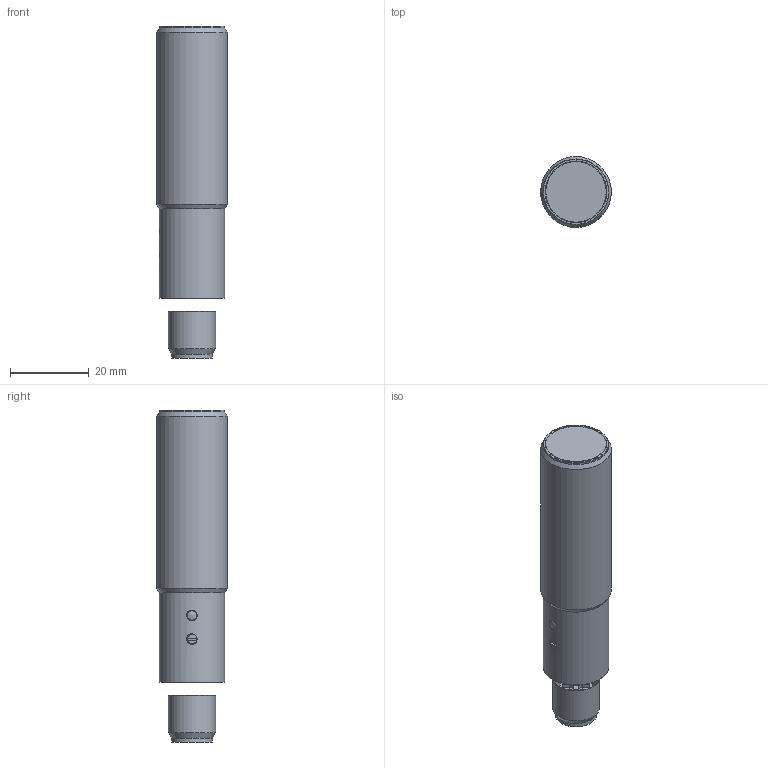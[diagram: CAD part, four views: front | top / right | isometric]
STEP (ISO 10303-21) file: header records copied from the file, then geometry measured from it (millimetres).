
FILE_DESCRIPTION(/* description */ (''),/* implementation_level */ '2;1');
FILE_NAME(/* name */ 'CA18CLF0xxxM1.stp',/* time_stamp */ '2019-07-10T13:32:34+02:00',/* author */ ('tvb'),/* organization */ (''),/* preprocessor_version */ 'ST-DEVELOPER v18',/* originating_system */ 'Autodesk Inventor 2020',/* authorisation */ '');
FILE_SCHEMA (('AUTOMOTIVE_DESIGN { 1 0 10303 214 3 1 1 }'));
Length unit declared in the file: millimetre
Products named in the file (1): CA18CLF0xxxM1
Bounding box: 18 x 18 x 84.5 mm (x, y, z)
Volume: 18160.2 mm3; surface area: 5609.1 mm2
Topology: 1 solids, 1 shells, 62 faces, 171 edges, 117 vertices
Faces by surface type: plane 24, cylinder 22, cone 6, torus 5, sphere 5
Full cylindrical faces by diameter (mm): 1 x4, 2.4 x2, 2.7 x2, 10.4 x1, 12 x1, 15.4 x1, 15.5 x1, 16.75 x2, 18 x1
Entity records: 2307 total; most frequent: CARTESIAN_POINT 554, DIRECTION 362, ORIENTED_EDGE 334, EDGE_CURVE 167, AXIS2_PLACEMENT_3D 145, VERTEX_POINT 117, CIRCLE 82, LINE 72
